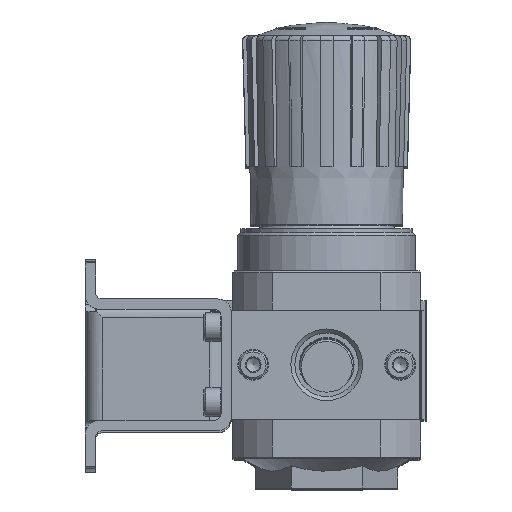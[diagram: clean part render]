
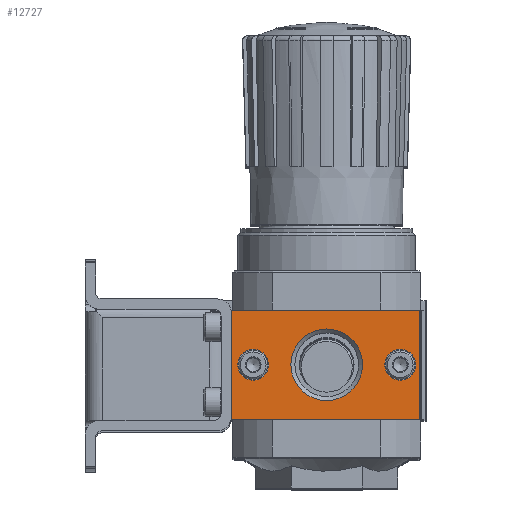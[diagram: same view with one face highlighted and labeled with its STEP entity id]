
A CAD part, top view. The second image highlights one B-rep face of the part: STEP entity #12727.
In plain terms, the highlighted face is planar.
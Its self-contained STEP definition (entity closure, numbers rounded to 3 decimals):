
#639=LINE('',#19785,#1371);
#643=LINE('',#19793,#1375);
#646=LINE('',#19799,#1378);
#648=LINE('',#19806,#1380);
#1371=VECTOR('',#15685,1000.);
#1375=VECTOR('',#15691,1000.);
#1378=VECTOR('',#15696,1000.);
#1380=VECTOR('',#15704,1000.);
#2063=PLANE('',#13706);
#3626=ORIENTED_EDGE('',*,*,#6209,.T.);
#3627=ORIENTED_EDGE('',*,*,#6210,.T.);
#3628=ORIENTED_EDGE('',*,*,#6211,.T.);
#3629=ORIENTED_EDGE('',*,*,#6197,.T.);
#3630=ORIENTED_EDGE('',*,*,#6201,.T.);
#3631=ORIENTED_EDGE('',*,*,#6204,.T.);
#3632=ORIENTED_EDGE('',*,*,#6208,.T.);
#6197=EDGE_CURVE('',#7593,#7592,#639,.T.);
#6201=EDGE_CURVE('',#7592,#7595,#643,.T.);
#6204=EDGE_CURVE('',#7595,#7597,#646,.T.);
#6208=EDGE_CURVE('',#7597,#7593,#648,.T.);
#6209=EDGE_CURVE('',#7600,#7600,#8531,.T.);
#6210=EDGE_CURVE('',#7601,#7601,#8532,.T.);
#6211=EDGE_CURVE('',#7602,#7602,#8533,.T.);
#7592=VERTEX_POINT('',#19784);
#7593=VERTEX_POINT('',#19786);
#7595=VERTEX_POINT('',#19792);
#7597=VERTEX_POINT('',#19798);
#7600=VERTEX_POINT('',#19809);
#7601=VERTEX_POINT('',#19811);
#7602=VERTEX_POINT('',#19813);
#8531=CIRCLE('',#13707,4.5);
#8532=CIRCLE('',#13708,4.5);
#8533=CIRCLE('',#13709,10.478);
#9183=EDGE_LOOP('',(#3626));
#9184=EDGE_LOOP('',(#3627));
#9185=EDGE_LOOP('',(#3628));
#9186=EDGE_LOOP('',(#3629,#3630,#3631,#3632));
#10072=FACE_BOUND('',#9183,.T.);
#10073=FACE_BOUND('',#9184,.T.);
#10074=FACE_BOUND('',#9185,.T.);
#10075=FACE_BOUND('',#9186,.T.);
#12727=ADVANCED_FACE('',(#10072,#10073,#10074,#10075),#2063,.T.);
#13706=AXIS2_PLACEMENT_3D('',#19807,#15705,#15706);
#13707=AXIS2_PLACEMENT_3D('',#19808,#15707,#15708);
#13708=AXIS2_PLACEMENT_3D('',#19810,#15709,#15710);
#13709=AXIS2_PLACEMENT_3D('',#19812,#15711,#15712);
#15685=DIRECTION('',(-1.,0.,0.));
#15691=DIRECTION('',(0.,0.,1.));
#15696=DIRECTION('',(1.,0.,0.));
#15704=DIRECTION('',(0.,0.,-1.));
#15705=DIRECTION('',(0.,1.,0.));
#15706=DIRECTION('',(0.,0.,1.));
#15707=DIRECTION('',(0.,-1.,0.));
#15708=DIRECTION('',(0.,0.,-1.));
#15709=DIRECTION('',(0.,-1.,0.));
#15710=DIRECTION('',(0.,0.,-1.));
#15711=DIRECTION('',(0.,-1.,0.));
#15712=DIRECTION('',(0.,0.,-1.));
#19784=CARTESIAN_POINT('',(-27.5,15.,-16.));
#19785=CARTESIAN_POINT('',(27.5,15.,-16.));
#19786=CARTESIAN_POINT('',(27.5,15.,-16.));
#19792=CARTESIAN_POINT('',(-27.5,15.,16.));
#19793=CARTESIAN_POINT('',(-27.5,15.,-16.));
#19798=CARTESIAN_POINT('',(27.5,15.,16.));
#19799=CARTESIAN_POINT('',(-27.5,15.,16.));
#19806=CARTESIAN_POINT('',(27.5,15.,16.));
#19807=CARTESIAN_POINT('',(0.,15.,0.));
#19808=CARTESIAN_POINT('',(-21.9,15.,0.));
#19809=CARTESIAN_POINT('',(-21.9,15.,-4.5));
#19810=CARTESIAN_POINT('',(21.1,15.,0.));
#19811=CARTESIAN_POINT('',(21.1,15.,-4.5));
#19812=CARTESIAN_POINT('',(-0.4,15.,0.));
#19813=CARTESIAN_POINT('',(-0.4,15.,-10.478));
